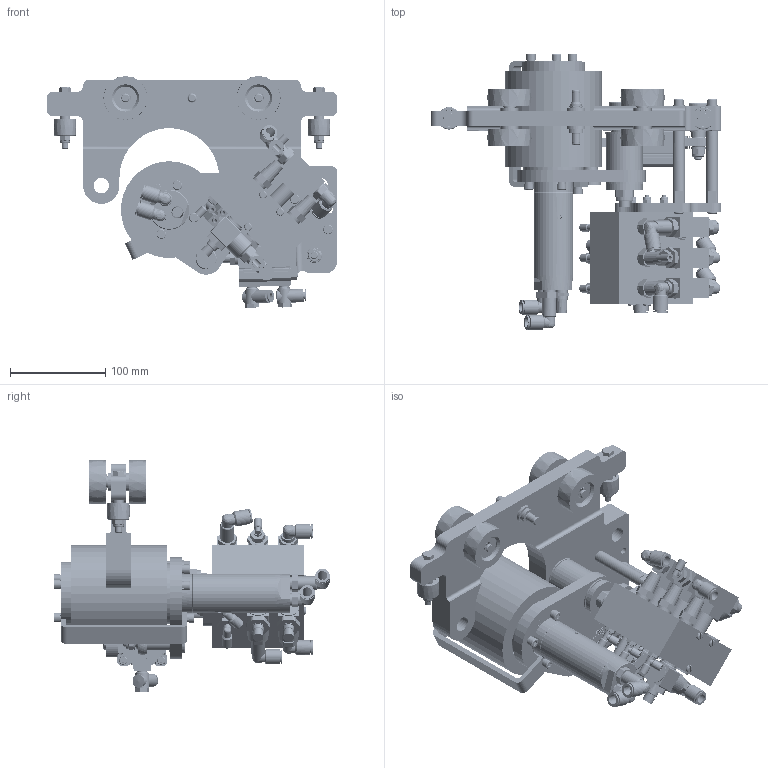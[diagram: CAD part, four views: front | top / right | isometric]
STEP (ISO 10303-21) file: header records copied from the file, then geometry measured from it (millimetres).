
FILE_DESCRIPTION((''),'2;1');
FILE_NAME('UAT-NB-C2-ETA4.stp','2011-06-17T15:28:31',('jholman'),(''),'Autodesk Inventor 2011','Autodesk Inventor 2011','');
FILE_SCHEMA(('AUTOMOTIVE_DESIGN { 1 0 10303 214 1 1 1 1 }'));
Length unit declared in the file: inch
Products named in the file (76): KAT-NB-C2-4IN; KAT-NB-C3-4IN; ATFP-G2-C.0024_4IN; ATTS-640-A; KAT-NB-cyl_pack; ATPP-OPB-B-2; COM-6; ATRC-EF1-40-A; EF-4025-E_body; M8x1.25 NYLON NUT; M8 FLAT WASHER; SH-62-1; SHCS M5x0.8x55; 2F849; KAT-NB-drive-pack; ATPP-OPB-A-2; ATPP-OPB-B-3; ATWRB-G2-A; ATMP-G2-A-2; ATPBH-1552-A; TRB-1625_THRUST WASHER; external retaining ring SH-100; M6_HI-COLLAR LOCK WASHER; SHCS M6x1x25; SHCS M6x1x40; SHCS M6x1x20; MMS-D250-2063-A; lzb33lar002611; WFP-ATDW-A; WRP-ATDW-A; ATDW-95A-A; 3109 60 14; 3129 60 14; P2MN; 1/4 x 1_DOWEL PIN; SS-3238-32; ATPW-D150-25-B; M12x1.25 NYLON NUT; KAT-NB-rod-pack; EF-4025-E_rod ...
Assembly tree (150 placements, depth 4):
  KAT-NB-C2-4IN
    KAT-NB-C3-4IN
      ATFP-G2-C.0024_4IN
      ATTS-640-A  x2
      KAT-NB-cyl_pack
        ATPP-OPB-B-2
        COM-6
        ATRC-EF1-40-A
        EF-4025-E_body
        M8x1.25 NYLON NUT
        M8 FLAT WASHER
        SH-62-1
        SHCS M5x0.8x55  x4
        2F849  x2
      KAT-NB-drive-pack
        ATPP-OPB-A-2
        ATPP-OPB-B-3
        ATWRB-G2-A
        ATMP-G2-A-2
        ATPBH-1552-A
        M8x1.25 NYLON NUT
        M8 FLAT WASHER
        SH-62-1
        TRB-1625_THRUST WASHER  x2
        external retaining ring SH-100
        M6_HI-COLLAR LOCK WASHER  x10
        SHCS M6x1x25  x3
        SHCS M6x1x40  x3
        SHCS M6x1x20  x6
        MMS-D250-2063-A
        lzb33lar002611
        WFP-ATDW-A
        WRP-ATDW-A
        ATDW-95A-A
        3109 60 14
        3129 60 14
        P2MN
        1/4 x 1_DOWEL PIN  x2
        SS-3238-32
        ATPW-D150-25-B
        M12x1.25 NYLON NUT
      KAT-NB-rod-pack
        EF-4025-E_rod
        tre-6
        375-24 UNF JAM NUT
      57130  x3
      3D11F6B4A  x3
      3D11N9B4B  x4
        3D11N7B4C
        3D11V6B4B
      3D11D6B4A  x4
      3D11SWF4A  x2
        3D11QWF4A
        3D11RWF4A
        3D11TWF4A
        3D11UWF4A
      3D110XF4B  x2
      M6 FLAT WASHER  x2
      3D11Q9B4A  x2
    ATVP-SMC-Axx
Bounding box: 304.8 x 289.96 x 243.82 mm (x, y, z)
Volume: 2624150.6 mm3; surface area: 722859.7 mm2
Topology: 158 solids, 158 shells, 3682 faces, 8645 edges, 5563 vertices
Faces by surface type: plane 1853, cylinder 982, bspline 385, cone 359, torus 100, sphere 3
Full cylindrical faces by diameter (mm): 0.775 x4, 1.041 x8, 1.194 x6, 1.981 x2, 2.54 x1, 3 x4, 3.454 x3, 4 x12, 4.14 x4, 4.166 x6, 4.5 x2, 4.763 x9, 4.928 x22, 5 x4, 5.46 x2, 5.9 x2, 6 x25, 6.2 x2, 6.35 x8, 6.38 x6, 6.4 x4, 6.5 x2, 6.528 x3, 6.604 x9, 6.756 x2, 6.8 x4, 6.909 x2, 7 x12, 7.099 x2, 7.112 x1
Entity records: 74135 total; most frequent: CARTESIAN_POINT 18953, DIRECTION 10451, ORIENTED_EDGE 10344, EDGE_CURVE 5172, AXIS2_PLACEMENT_3D 3864, VERTEX_POINT 3601, EDGE_LOOP 3224, VECTOR 2723
